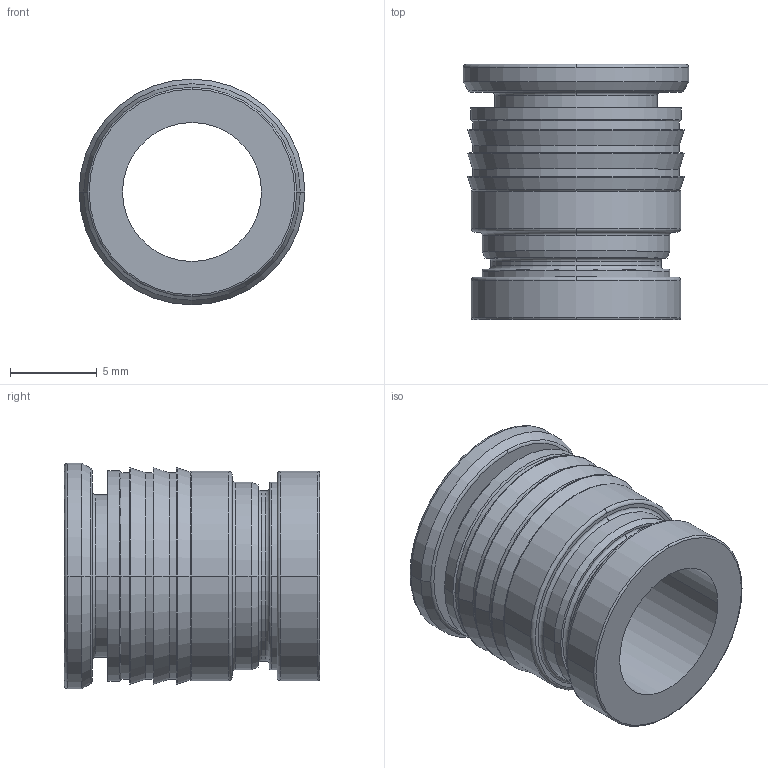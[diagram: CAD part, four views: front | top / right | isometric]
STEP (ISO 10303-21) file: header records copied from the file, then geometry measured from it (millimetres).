
FILE_DESCRIPTION(('STEP AP214'),'1');
FILE_NAME('6300_08_00.stp','2016-07-07T14:17:06',('TraceParts'),('TraceParts S.A.'),'Spatial InterOp 3D',' ',' ');
FILE_SCHEMA(('automotive_design'));
Length unit declared in the file: millimetre
Products named in the file (1): 1
Bounding box: 13 x 14.69 x 13 mm (x, y, z)
Volume: 856.5 mm3; surface area: 1253.2 mm2
Topology: 1 solids, 1 shells, 77 faces, 187 edges, 121 vertices
Faces by surface type: cylinder 30, torus 22, cone 14, plane 11
Entity records: 2355 total; most frequent: DIRECTION 486, CARTESIAN_POINT 386, ORIENTED_EDGE 374, AXIS2_PLACEMENT_3D 221, EDGE_CURVE 187, CIRCLE 143, VERTEX_POINT 121, EDGE_LOOP 88
